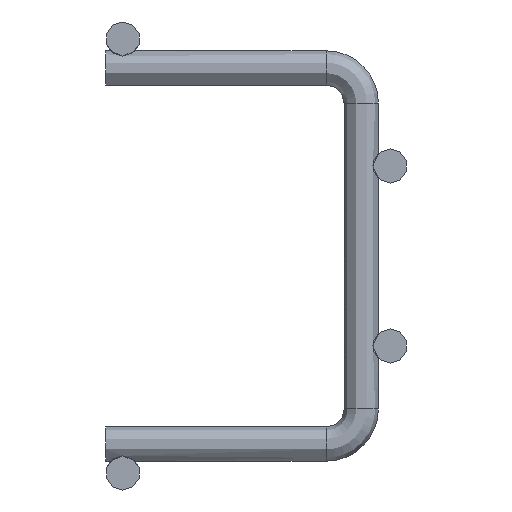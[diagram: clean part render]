
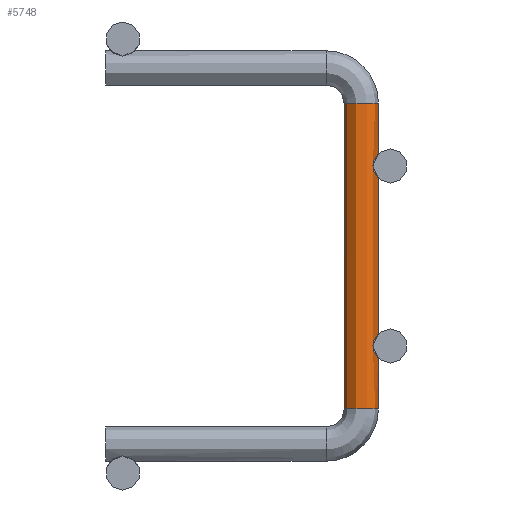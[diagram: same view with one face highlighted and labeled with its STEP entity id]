
A CAD part, left-side view. The second image highlights one B-rep face of the part: STEP entity #5748.
In plain terms, the highlighted cylindrical face has radius 1.9 mm (diameter 3.8 mm), a partial arc.
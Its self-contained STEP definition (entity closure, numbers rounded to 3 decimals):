
#19 = CARTESIAN_POINT ( 'NONE',  ( 16., 1.3, -17. ) ) ;
#38 = CARTESIAN_POINT ( 'NONE',  ( 14.767, 1.753, -10.737 ) ) ;
#52 = DIRECTION ( 'NONE',  ( 0., 0., 1. ) ) ;
#68 = CARTESIAN_POINT ( 'NONE',  ( 15.263, 1.447, 11.233 ) ) ;
#90 = CARTESIAN_POINT ( 'NONE',  ( 15.807, 1.3, -8.614 ) ) ;
#99 = EDGE_CURVE ( 'NONE', #14464, #11220, #9267, .T. ) ;
#125 = CARTESIAN_POINT ( 'NONE',  ( 15.038, 1.56, 8.913 ) ) ;
#441 = VERTEX_POINT ( 'NONE', #11037 ) ;
#533 = CARTESIAN_POINT ( 'NONE',  ( 16., 1.3, -11.386 ) ) ;
#671 = B_SPLINE_CURVE_WITH_KNOTS ( 'NONE', 3,
 ( #6320, #4766, #18708, #9439, #68, #11018, #1647, #12597, #3264, #14171, #4824, #15736, #6391, #17254, #7942, #18771, #9510, #125, #11074, #1724, #12659, #3318, #14239, #4899 ),
 .UNSPECIFIED., .F., .F.,
 ( 4, 2, 2, 2, 2, 2, 2, 2, 2, 2, 2, 4 ),
 ( 0.002, 0.003, 0.003, 0.003, 0.004, 0.005, 0.005, 0.005, 0.006, 0.006, 0.006, 0.007 ),
 .UNSPECIFIED. ) ;
#989 = DIRECTION ( 'NONE',  ( 0., 0., -1. ) ) ;
#1152 = ORIENTED_EDGE ( 'NONE', *, *, #13732, .F. ) ;
#1608 = CARTESIAN_POINT ( 'NONE',  ( 14.641, 1.869, -10.387 ) ) ;
#1647 = CARTESIAN_POINT ( 'NONE',  ( 15.039, 1.559, 11.088 ) ) ;
#1724 = CARTESIAN_POINT ( 'NONE',  ( 15.262, 1.447, 8.767 ) ) ;
#1948 = EDGE_CURVE ( 'NONE', #7501, #3595, #15580, .T. ) ;
#2116 = LINE ( 'NONE', #15650, #9931 ) ;
#2222 = AXIS2_PLACEMENT_3D ( 'NONE', #16018, #16014, #15998 ) ;
#2411 = CARTESIAN_POINT ( 'NONE',  ( 16., 1.3, -8.614 ) ) ;
#2510 = B_SPLINE_CURVE_WITH_KNOTS ( 'NONE', 3,
 ( #20074, #9342, #4728, #15635, #6276, #17156, #7848, #18663, #9404, #38, #10974, #1608, #12557, #3221, #14124, #4790, #15699, #6351, #17214, #7909, #18735, #9464, #90, #11042 ),
 .UNSPECIFIED., .F., .F.,
 ( 4, 2, 2, 2, 2, 2, 2, 2, 2, 2, 2, 4 ),
 ( 0., 0., 0.001, 0.001, 0.001, 0.002, 0.002, 0.003, 0.003, 0.003, 0.004, 0.005 ),
 .UNSPECIFIED. ) ;
#2795 = DIRECTION ( 'NONE',  ( 0., 0., 1. ) ) ;
#3014 = CARTESIAN_POINT ( 'NONE',  ( 16., 5.1, -17. ) ) ;
#3221 = CARTESIAN_POINT ( 'NONE',  ( 14.614, 1.9, -9.806 ) ) ;
#3264 = CARTESIAN_POINT ( 'NONE',  ( 14.759, 1.759, 10.742 ) ) ;
#3318 = CARTESIAN_POINT ( 'NONE',  ( 15.611, 1.331, 8.642 ) ) ;
#3527 = DIRECTION ( 'NONE',  ( 0., -1., 0. ) ) ;
#3595 = VERTEX_POINT ( 'NONE', #3014 ) ;
#3902 = CARTESIAN_POINT ( 'NONE',  ( 16., 1.3, 8.614 ) ) ;
#3915 = ORIENTED_EDGE ( 'NONE', *, *, #99, .T. ) ;
#3963 = VERTEX_POINT ( 'NONE', #18352 ) ;
#4133 = ORIENTED_EDGE ( 'NONE', *, *, #15538, .T. ) ;
#4728 = CARTESIAN_POINT ( 'NONE',  ( 15.806, 1.308, -11.379 ) ) ;
#4766 = CARTESIAN_POINT ( 'NONE',  ( 15.806, 1.3, 11.386 ) ) ;
#4790 = CARTESIAN_POINT ( 'NONE',  ( 14.729, 1.787, -9.348 ) ) ;
#4824 = CARTESIAN_POINT ( 'NONE',  ( 14.614, 1.9, 10.194 ) ) ;
#4899 = CARTESIAN_POINT ( 'NONE',  ( 16., 1.3, 8.614 ) ) ;
#5748 = ADVANCED_FACE ( 'NONE', ( #6168 ), #13970, .T. ) ;
#6020 = ORIENTED_EDGE ( 'NONE', *, *, #1948, .F. ) ;
#6168 = FACE_OUTER_BOUND ( 'NONE', #11753, .T. ) ;
#6276 = CARTESIAN_POINT ( 'NONE',  ( 15.523, 1.359, -11.329 ) ) ;
#6320 = CARTESIAN_POINT ( 'NONE',  ( 16., 1.3, 11.386 ) ) ;
#6351 = CARTESIAN_POINT ( 'NONE',  ( 14.858, 1.68, -9.108 ) ) ;
#6391 = CARTESIAN_POINT ( 'NONE',  ( 14.621, 1.892, 9.806 ) ) ;
#6416 = CARTESIAN_POINT ( 'NONE',  ( 16., 1.3, 11.386 ) ) ;
#6629 = ORIENTED_EDGE ( 'NONE', *, *, #11824, .T. ) ;
#6803 = CIRCLE ( 'NONE', #19485, 1.9 ) ;
#7501 = VERTEX_POINT ( 'NONE', #16966 ) ;
#7524 = VECTOR ( 'NONE', #2795, 1000. ) ;
#7848 = CARTESIAN_POINT ( 'NONE',  ( 15.1, 1.52, -11.149 ) ) ;
#7909 = CARTESIAN_POINT ( 'NONE',  ( 15.1, 1.52, -8.851 ) ) ;
#7942 = CARTESIAN_POINT ( 'NONE',  ( 14.671, 1.842, 9.524 ) ) ;
#9267 = LINE ( 'NONE', #15018, #17048 ) ;
#9342 = CARTESIAN_POINT ( 'NONE',  ( 15.902, 1.3, -11.386 ) ) ;
#9379 = DIRECTION ( 'NONE',  ( 0., 0., 1. ) ) ;
#9404 = CARTESIAN_POINT ( 'NONE',  ( 14.858, 1.68, -10.892 ) ) ;
#9439 = CARTESIAN_POINT ( 'NONE',  ( 15.348, 1.413, 11.271 ) ) ;
#9464 = CARTESIAN_POINT ( 'NONE',  ( 15.612, 1.331, -8.642 ) ) ;
#9510 = CARTESIAN_POINT ( 'NONE',  ( 14.849, 1.681, 9.101 ) ) ;
#9699 = VERTEX_POINT ( 'NONE', #6416 ) ;
#9786 = VECTOR ( 'NONE', #9379, 1000. ) ;
#9931 = VECTOR ( 'NONE', #52, 1000. ) ;
#10347 = CARTESIAN_POINT ( 'NONE',  ( 16., 3.2, 17. ) ) ;
#10974 = CARTESIAN_POINT ( 'NONE',  ( 14.73, 1.786, -10.654 ) ) ;
#11018 = CARTESIAN_POINT ( 'NONE',  ( 15.109, 1.52, 11.142 ) ) ;
#11037 = CARTESIAN_POINT ( 'NONE',  ( 16., 5.1, 17. ) ) ;
#11042 = CARTESIAN_POINT ( 'NONE',  ( 16., 1.3, -8.614 ) ) ;
#11074 = CARTESIAN_POINT ( 'NONE',  ( 15.108, 1.52, 8.859 ) ) ;
#11220 = VERTEX_POINT ( 'NONE', #3902 ) ;
#11753 = EDGE_LOOP ( 'NONE', ( #1152, #6020, #6629, #19426, #3915, #15525, #4133, #14194 ) ) ;
#11764 = LINE ( 'NONE', #19, #9786 ) ;
#11824 = EDGE_CURVE ( 'NONE', #7501, #18837, #14846, .T. ) ;
#11924 = DIRECTION ( 'NONE',  ( -1., 0., 0. ) ) ;
#12077 = CARTESIAN_POINT ( 'NONE',  ( 16., 1.3, -17. ) ) ;
#12557 = CARTESIAN_POINT ( 'NONE',  ( 14.614, 1.9, -10.193 ) ) ;
#12597 = CARTESIAN_POINT ( 'NONE',  ( 14.851, 1.68, 10.901 ) ) ;
#12659 = CARTESIAN_POINT ( 'NONE',  ( 15.347, 1.413, 8.73 ) ) ;
#12679 = EDGE_CURVE ( 'NONE', #3963, #441, #6803, .T. ) ;
#12870 = DIRECTION ( 'NONE',  ( 0., 0., 1. ) ) ;
#12909 = EDGE_CURVE ( 'NONE', #9699, #11220, #671, .T. ) ;
#12989 = AXIS2_PLACEMENT_3D ( 'NONE', #14457, #12870, #3527 ) ;
#13732 = EDGE_CURVE ( 'NONE', #3595, #441, #2116, .T. ) ;
#13970 = CYLINDRICAL_SURFACE ( 'NONE', #12989, 1.9 ) ;
#14124 = CARTESIAN_POINT ( 'NONE',  ( 14.642, 1.869, -9.611 ) ) ;
#14171 = CARTESIAN_POINT ( 'NONE',  ( 14.642, 1.869, 10.388 ) ) ;
#14194 = ORIENTED_EDGE ( 'NONE', *, *, #12679, .T. ) ;
#14239 = CARTESIAN_POINT ( 'NONE',  ( 15.806, 1.3, 8.614 ) ) ;
#14457 = CARTESIAN_POINT ( 'NONE',  ( 16., 3.2, -17. ) ) ;
#14464 = VERTEX_POINT ( 'NONE', #2411 ) ;
#14846 = LINE ( 'NONE', #12077, #7524 ) ;
#14931 = DIRECTION ( 'NONE',  ( 0., 0., 1. ) ) ;
#15018 = CARTESIAN_POINT ( 'NONE',  ( 16., 1.3, -17. ) ) ;
#15525 = ORIENTED_EDGE ( 'NONE', *, *, #12909, .F. ) ;
#15538 = EDGE_CURVE ( 'NONE', #9699, #3963, #11764, .T. ) ;
#15580 = CIRCLE ( 'NONE', #2222, 1.9 ) ;
#15635 = CARTESIAN_POINT ( 'NONE',  ( 15.617, 1.337, -11.351 ) ) ;
#15650 = CARTESIAN_POINT ( 'NONE',  ( 16., 5.1, -17. ) ) ;
#15699 = CARTESIAN_POINT ( 'NONE',  ( 14.767, 1.753, -9.263 ) ) ;
#15736 = CARTESIAN_POINT ( 'NONE',  ( 14.614, 1.9, 9.904 ) ) ;
#15998 = DIRECTION ( 'NONE',  ( -1., 0., 0. ) ) ;
#16014 = DIRECTION ( 'NONE',  ( 0., 0., -1. ) ) ;
#16018 = CARTESIAN_POINT ( 'NONE',  ( 16., 3.2, -17. ) ) ;
#16966 = CARTESIAN_POINT ( 'NONE',  ( 16., 1.3, -17. ) ) ;
#17048 = VECTOR ( 'NONE', #14931, 1000. ) ;
#17156 = CARTESIAN_POINT ( 'NONE',  ( 15.259, 1.441, -11.241 ) ) ;
#17214 = CARTESIAN_POINT ( 'NONE',  ( 14.912, 1.641, -9.039 ) ) ;
#17254 = CARTESIAN_POINT ( 'NONE',  ( 14.65, 1.863, 9.616 ) ) ;
#18352 = CARTESIAN_POINT ( 'NONE',  ( 16., 1.3, 17. ) ) ;
#18663 = CARTESIAN_POINT ( 'NONE',  ( 14.913, 1.64, -10.963 ) ) ;
#18708 = CARTESIAN_POINT ( 'NONE',  ( 15.611, 1.331, 11.358 ) ) ;
#18735 = CARTESIAN_POINT ( 'NONE',  ( 15.258, 1.441, -8.759 ) ) ;
#18771 = CARTESIAN_POINT ( 'NONE',  ( 14.759, 1.759, 9.259 ) ) ;
#18837 = VERTEX_POINT ( 'NONE', #533 ) ;
#19426 = ORIENTED_EDGE ( 'NONE', *, *, #19486, .T. ) ;
#19485 = AXIS2_PLACEMENT_3D ( 'NONE', #10347, #989, #11924 ) ;
#19486 = EDGE_CURVE ( 'NONE', #18837, #14464, #2510, .T. ) ;
#20074 = CARTESIAN_POINT ( 'NONE',  ( 16., 1.3, -11.386 ) ) ;
